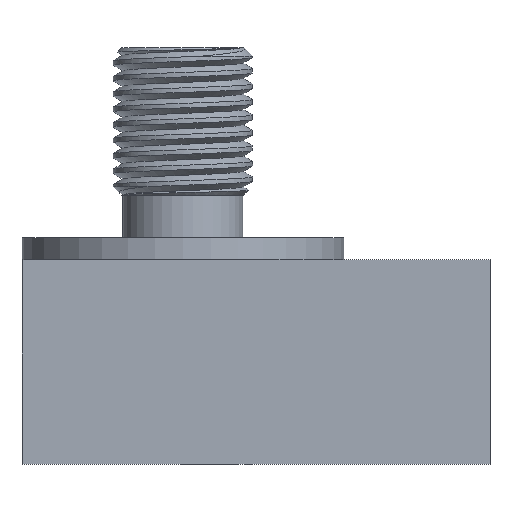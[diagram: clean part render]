
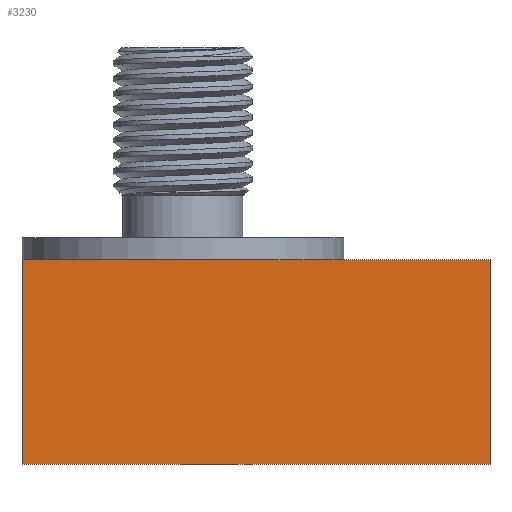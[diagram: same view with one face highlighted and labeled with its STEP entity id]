
A CAD part, front view. The second image highlights one B-rep face of the part: STEP entity #3230.
In plain terms, the highlighted planar face has unit normal (0, -1, 0).
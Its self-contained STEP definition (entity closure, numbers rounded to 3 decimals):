
#275=LINE($,#6922,#548);
#280=LINE($,#6961,#553);
#281=LINE($,#6964,#554);
#283=LINE($,#6967,#556);
#548=VECTOR($,#3791,32.);
#553=VECTOR($,#3838,32.);
#554=VECTOR($,#3843,14.);
#556=VECTOR($,#3847,14.);
#682=PLANE($,#3347);
#873=FACE_OUTER_BOUND($,#1077,.T.);
#1077=EDGE_LOOP($,(#2936,#2937,#2938,#2939));
#1547=VERTEX_POINT($,#6916);
#1549=VERTEX_POINT($,#6920);
#1560=VERTEX_POINT($,#6954);
#1562=VERTEX_POINT($,#6959);
#2006=EDGE_CURVE($,#1547,#1549,#275,.T.);
#2020=EDGE_CURVE($,#1560,#1562,#280,.T.);
#2021=EDGE_CURVE($,#1549,#1560,#281,.T.);
#2023=EDGE_CURVE($,#1547,#1562,#283,.T.);
#2936=ORIENTED_EDGE($,*,*,#2020,.T.);
#2937=ORIENTED_EDGE($,*,*,#2023,.F.);
#2938=ORIENTED_EDGE($,*,*,#2006,.T.);
#2939=ORIENTED_EDGE($,*,*,#2021,.T.);
#3230=ADVANCED_FACE($,(#873),#682,.T.);
#3347=AXIS2_PLACEMENT_3D($,#6966,#3845,#3846);
#3791=DIRECTION($,(1.,0.,0.));
#3838=DIRECTION($,(-1.,0.,0.));
#3843=DIRECTION($,(0.,0.,1.));
#3845=DIRECTION('center_axis',(0.,-1.,0.));
#3846=DIRECTION('ref_axis',(0.,0.,-1.));
#3847=DIRECTION($,(0.,0.,1.));
#6916=CARTESIAN_POINT('',(-16.,-12.5,-7.));
#6920=CARTESIAN_POINT('',(16.,-12.5,-7.));
#6922=CARTESIAN_POINT($,(-16.,-12.5,-7.));
#6954=CARTESIAN_POINT('',(16.,-12.5,7.));
#6959=CARTESIAN_POINT('',(-16.,-12.5,7.));
#6961=CARTESIAN_POINT($,(-16.,-12.5,7.));
#6964=CARTESIAN_POINT($,(16.,-12.5,0.));
#6966=CARTESIAN_POINT('Origin',(16.,-12.5,0.));
#6967=CARTESIAN_POINT($,(-16.,-12.5,0.));
